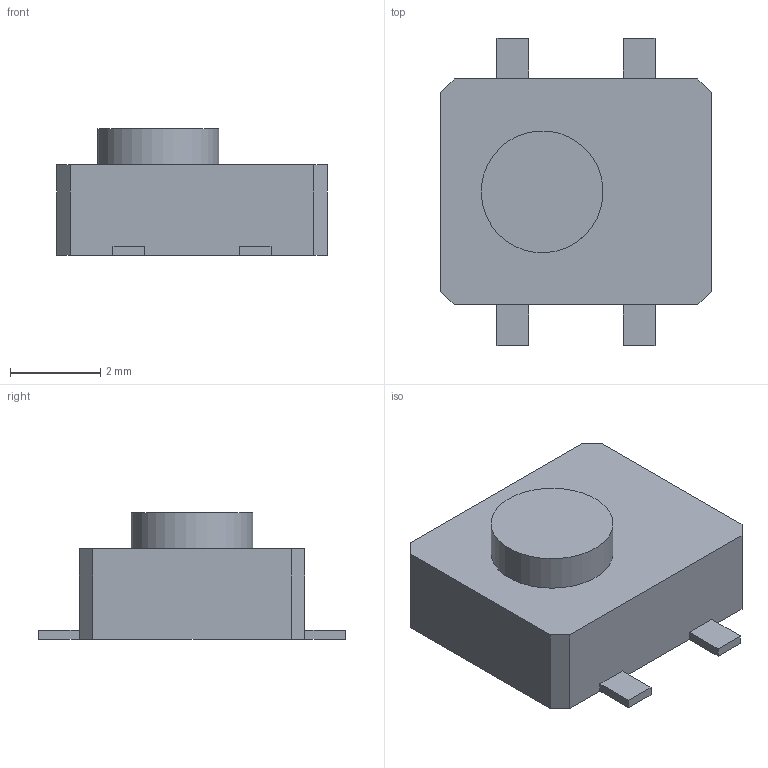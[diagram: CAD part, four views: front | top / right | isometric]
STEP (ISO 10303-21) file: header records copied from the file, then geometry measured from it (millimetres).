
FILE_DESCRIPTION(/* description */ (''),/* implementation_level */ '2;1');
FILE_NAME(/* name */ 'TSHD.stp',/* time_stamp */ '2020-06-03T16:02:33+09:00',/* author */ ('3Zuta'),/* organization */ (''),/* preprocessor_version */ 'ST-DEVELOPER v18',/* originating_system */ 'Autodesk Inventor 2020',/* authorisation */ '');
FILE_SCHEMA (('AUTOMOTIVE_DESIGN { 1 0 10303 214 3 1 1 }'));
Length unit declared in the file: millimetre
Products named in the file (4): TSHD; 本体; ボタン; ピン
Assembly tree (6 placements, depth 2):
  TSHD
    本体
    ボタン
    ピン  x4
Bounding box: 6 x 6.8 x 2.8 mm (x, y, z)
Volume: 64.7 mm3; surface area: 128.1 mm2
Topology: 6 solids, 6 shells, 37 faces, 77 edges, 52 vertices
Faces by surface type: plane 36, cylinder 1
Full cylindrical faces by diameter (mm): 2.7 x1
Entity records: 718 total; most frequent: DIRECTION 103, CARTESIAN_POINT 98, ORIENTED_EDGE 82, EDGE_CURVE 41, LINE 37, VECTOR 37, AXIS2_PLACEMENT_3D 33, VERTEX_POINT 28
